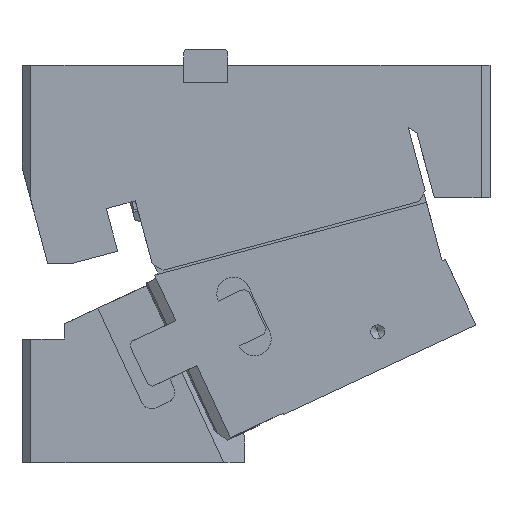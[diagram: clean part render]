
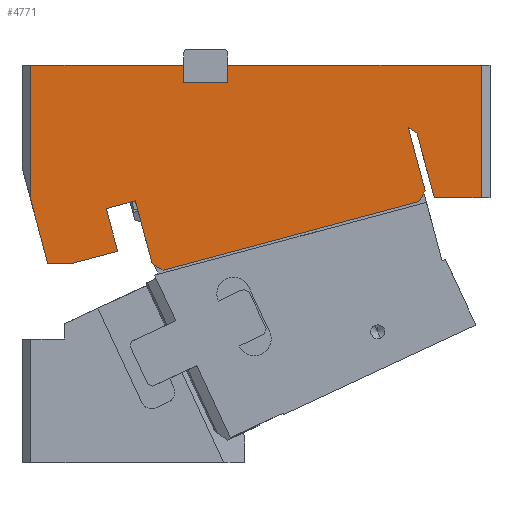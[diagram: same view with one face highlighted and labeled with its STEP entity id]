
A CAD part, front view. The second image highlights one B-rep face of the part: STEP entity #4771.
In plain terms, the highlighted planar face has unit normal (0, -1, 0).
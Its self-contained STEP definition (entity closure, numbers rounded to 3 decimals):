
#143=CARTESIAN_POINT('Vertex',(-135.159,-42.5,63.957)) ;
#171=CARTESIAN_POINT('Vertex',(9.73,-42.5,102.78)) ;
#174=CARTESIAN_POINT('Line Origine',(-62.714,-42.5,83.369)) ;
#204=CARTESIAN_POINT('Vertex',(13.266,-42.5,108.904)) ;
#207=CARTESIAN_POINT('Line Origine',(11.498,-42.5,105.842)) ;
#232=CARTESIAN_POINT('Line Origine',(-138.221,-42.5,65.725)) ;
#236=CARTESIAN_POINT('Vertex',(-141.283,-42.5,67.493)) ;
#394=CARTESIAN_POINT('Vertex',(-200.429,-42.5,68.)) ;
#397=CARTESIAN_POINT('Line Origine',(-205.215,-42.5,85.859)) ;
#401=CARTESIAN_POINT('Vertex',(-210.,-42.5,103.719)) ;
#713=CARTESIAN_POINT('Line Origine',(-210.,-42.5,141.859)) ;
#717=CARTESIAN_POINT('Vertex',(-210.,-42.5,180.)) ;
#755=CARTESIAN_POINT('Vertex',(-185.755,-42.5,68.)) ;
#758=CARTESIAN_POINT('Line Origine',(-193.092,-42.5,68.)) ;
#1024=CARTESIAN_POINT('Vertex',(8.588,-42.5,141.815)) ;
#1027=CARTESIAN_POINT('Line Origine',(6.139,-42.5,143.229)) ;
#1031=CARTESIAN_POINT('Vertex',(3.689,-42.5,144.643)) ;
#1096=CARTESIAN_POINT('Vertex',(18.453,-42.5,105.)) ;
#1099=CARTESIAN_POINT('Line Origine',(13.521,-42.5,123.407)) ;
#1208=CARTESIAN_POINT('Vertex',(45.,-42.5,105.)) ;
#1211=CARTESIAN_POINT('Line Origine',(31.726,-42.5,105.)) ;
#1332=CARTESIAN_POINT('Vertex',(-98.5,-42.5,180.)) ;
#1335=CARTESIAN_POINT('Line Origine',(-26.75,-42.5,180.)) ;
#1339=CARTESIAN_POINT('Vertex',(45.,-42.5,180.)) ;
#1578=CARTESIAN_POINT('Line Origine',(-166.75,-42.5,180.)) ;
#1582=CARTESIAN_POINT('Vertex',(-123.5,-42.5,180.)) ;
#1713=CARTESIAN_POINT('Vertex',(-167.28,-42.5,98.832)) ;
#1716=CARTESIAN_POINT('Line Origine',(-164.044,-42.5,86.758)) ;
#1720=CARTESIAN_POINT('Vertex',(-160.809,-42.5,74.684)) ;
#1776=CARTESIAN_POINT('Vertex',(-150.859,-42.5,103.232)) ;
#1779=CARTESIAN_POINT('Line Origine',(-159.069,-42.5,101.032)) ;
#1849=CARTESIAN_POINT('Line Origine',(45.,-42.5,142.5)) ;
#1872=CARTESIAN_POINT('Vertex',(-98.5,-42.5,170.)) ;
#1875=CARTESIAN_POINT('Line Origine',(-98.5,-42.5,175.)) ;
#1893=CARTESIAN_POINT('Vertex',(-123.5,-42.5,170.)) ;
#1896=CARTESIAN_POINT('Line Origine',(-111.,-42.5,170.)) ;
#1918=CARTESIAN_POINT('Line Origine',(-123.5,-42.5,175.)) ;
#1930=CARTESIAN_POINT('Line Origine',(-173.282,-42.5,71.342)) ;
#4734=CARTESIAN_POINT('Axis2P3D Location',(-215.,-42.5,180.)) ;
#4739=CARTESIAN_POINT('Line Origine',(-146.071,-42.5,85.363)) ;
#4744=CARTESIAN_POINT('Line Origine',(8.477,-42.5,126.774)) ;
#175=DIRECTION('Vector Direction',(0.966,0.,0.259)) ;
#208=DIRECTION('Vector Direction',(0.5,0.,0.866)) ;
#233=DIRECTION('Vector Direction',(0.866,0.,-0.5)) ;
#398=DIRECTION('Vector Direction',(-0.259,0.,0.966)) ;
#714=DIRECTION('Vector Direction',(0.,0.,-1.)) ;
#759=DIRECTION('Vector Direction',(1.,0.,0.)) ;
#1028=DIRECTION('Vector Direction',(0.866,0.,-0.5)) ;
#1100=DIRECTION('Vector Direction',(0.259,0.,-0.966)) ;
#1212=DIRECTION('Vector Direction',(1.,0.,0.)) ;
#1336=DIRECTION('Vector Direction',(-1.,0.,0.)) ;
#1579=DIRECTION('Vector Direction',(-1.,0.,0.)) ;
#1717=DIRECTION('Vector Direction',(-0.259,0.,0.966)) ;
#1780=DIRECTION('Vector Direction',(0.966,0.,0.259)) ;
#1850=DIRECTION('Vector Direction',(0.,0.,1.)) ;
#1876=DIRECTION('Vector Direction',(0.,0.,1.)) ;
#1897=DIRECTION('Vector Direction',(1.,0.,0.)) ;
#1919=DIRECTION('Vector Direction',(0.,0.,1.)) ;
#1931=DIRECTION('Vector Direction',(-0.966,0.,-0.259)) ;
#4735=DIRECTION('Axis2P3D Direction',(0.,-1.,0.)) ;
#4736=DIRECTION('Axis2P3D XDirection',(1.,0.,0.)) ;
#4740=DIRECTION('Vector Direction',(-0.259,0.,0.966)) ;
#4745=DIRECTION('Vector Direction',(-0.259,0.,0.966)) ;
#4737=AXIS2_PLACEMENT_3D('Plane Axis2P3D',#4734,#4735,#4736) ;
#4750=ORIENTED_EDGE('',*,*,#4743,.F.) ;
#4751=ORIENTED_EDGE('',*,*,#238,.T.) ;
#4752=ORIENTED_EDGE('',*,*,#178,.T.) ;
#4753=ORIENTED_EDGE('',*,*,#211,.T.) ;
#4754=ORIENTED_EDGE('',*,*,#4748,.F.) ;
#4755=ORIENTED_EDGE('',*,*,#1033,.T.) ;
#4756=ORIENTED_EDGE('',*,*,#1103,.T.) ;
#4757=ORIENTED_EDGE('',*,*,#1215,.T.) ;
#4758=ORIENTED_EDGE('',*,*,#1853,.T.) ;
#4759=ORIENTED_EDGE('',*,*,#1341,.T.) ;
#4760=ORIENTED_EDGE('',*,*,#1879,.F.) ;
#4761=ORIENTED_EDGE('',*,*,#1900,.F.) ;
#4762=ORIENTED_EDGE('',*,*,#1922,.T.) ;
#4763=ORIENTED_EDGE('',*,*,#1584,.T.) ;
#4764=ORIENTED_EDGE('',*,*,#719,.T.) ;
#4765=ORIENTED_EDGE('',*,*,#403,.F.) ;
#4766=ORIENTED_EDGE('',*,*,#762,.T.) ;
#4767=ORIENTED_EDGE('',*,*,#1934,.F.) ;
#4768=ORIENTED_EDGE('',*,*,#1722,.T.) ;
#4769=ORIENTED_EDGE('',*,*,#1783,.T.) ;
#176=VECTOR('Line Direction',#175,1.) ;
#209=VECTOR('Line Direction',#208,1.) ;
#234=VECTOR('Line Direction',#233,1.) ;
#399=VECTOR('Line Direction',#398,1.) ;
#715=VECTOR('Line Direction',#714,1.) ;
#760=VECTOR('Line Direction',#759,1.) ;
#1029=VECTOR('Line Direction',#1028,1.) ;
#1101=VECTOR('Line Direction',#1100,1.) ;
#1213=VECTOR('Line Direction',#1212,1.) ;
#1337=VECTOR('Line Direction',#1336,1.) ;
#1580=VECTOR('Line Direction',#1579,1.) ;
#1718=VECTOR('Line Direction',#1717,1.) ;
#1781=VECTOR('Line Direction',#1780,1.) ;
#1851=VECTOR('Line Direction',#1850,1.) ;
#1877=VECTOR('Line Direction',#1876,1.) ;
#1898=VECTOR('Line Direction',#1897,1.) ;
#1920=VECTOR('Line Direction',#1919,1.) ;
#1932=VECTOR('Line Direction',#1931,1.) ;
#4741=VECTOR('Line Direction',#4740,1.) ;
#4746=VECTOR('Line Direction',#4745,1.) ;
#4771=ADVANCED_FACE('CAM HOLDER',(#4770),#4738,.T.) ;
#178=EDGE_CURVE('',#144,#172,#177,.T.) ;
#211=EDGE_CURVE('',#172,#205,#210,.T.) ;
#238=EDGE_CURVE('',#237,#144,#235,.T.) ;
#403=EDGE_CURVE('',#395,#402,#400,.T.) ;
#719=EDGE_CURVE('',#718,#402,#716,.T.) ;
#762=EDGE_CURVE('',#395,#756,#761,.T.) ;
#1033=EDGE_CURVE('',#1032,#1025,#1030,.T.) ;
#1103=EDGE_CURVE('',#1025,#1097,#1102,.T.) ;
#1215=EDGE_CURVE('',#1097,#1209,#1214,.T.) ;
#1341=EDGE_CURVE('',#1340,#1333,#1338,.T.) ;
#1584=EDGE_CURVE('',#1583,#718,#1581,.T.) ;
#1722=EDGE_CURVE('',#1721,#1714,#1719,.T.) ;
#1783=EDGE_CURVE('',#1714,#1777,#1782,.T.) ;
#1853=EDGE_CURVE('',#1209,#1340,#1852,.T.) ;
#1879=EDGE_CURVE('',#1873,#1333,#1878,.T.) ;
#1900=EDGE_CURVE('',#1894,#1873,#1899,.T.) ;
#1922=EDGE_CURVE('',#1894,#1583,#1921,.T.) ;
#1934=EDGE_CURVE('',#1721,#756,#1933,.T.) ;
#4743=EDGE_CURVE('',#237,#1777,#4742,.T.) ;
#4748=EDGE_CURVE('',#1032,#205,#4747,.F.) ;
#4749=EDGE_LOOP('',(#4750,#4751,#4752,#4753,#4754,#4755,#4756,#4757,#4758,#4759,#4760,#4761,#4762,#4763,#4764,#4765,#4766,#4767,#4768,#4769)) ;
#4770=FACE_OUTER_BOUND('',#4749,.T.) ;
#177=LINE('Line',#174,#176) ;
#210=LINE('Line',#207,#209) ;
#235=LINE('Line',#232,#234) ;
#400=LINE('Line',#397,#399) ;
#716=LINE('Line',#713,#715) ;
#761=LINE('Line',#758,#760) ;
#1030=LINE('Line',#1027,#1029) ;
#1102=LINE('Line',#1099,#1101) ;
#1214=LINE('Line',#1211,#1213) ;
#1338=LINE('Line',#1335,#1337) ;
#1581=LINE('Line',#1578,#1580) ;
#1719=LINE('Line',#1716,#1718) ;
#1782=LINE('Line',#1779,#1781) ;
#1852=LINE('Line',#1849,#1851) ;
#1878=LINE('Line',#1875,#1877) ;
#1899=LINE('Line',#1896,#1898) ;
#1921=LINE('Line',#1918,#1920) ;
#1933=LINE('Line',#1930,#1932) ;
#4742=LINE('Line',#4739,#4741) ;
#4747=LINE('Line',#4744,#4746) ;
#4738=PLANE('Plane',#4737) ;
#144=VERTEX_POINT('',#143) ;
#172=VERTEX_POINT('',#171) ;
#205=VERTEX_POINT('',#204) ;
#237=VERTEX_POINT('',#236) ;
#395=VERTEX_POINT('',#394) ;
#402=VERTEX_POINT('',#401) ;
#718=VERTEX_POINT('',#717) ;
#756=VERTEX_POINT('',#755) ;
#1025=VERTEX_POINT('',#1024) ;
#1032=VERTEX_POINT('',#1031) ;
#1097=VERTEX_POINT('',#1096) ;
#1209=VERTEX_POINT('',#1208) ;
#1333=VERTEX_POINT('',#1332) ;
#1340=VERTEX_POINT('',#1339) ;
#1583=VERTEX_POINT('',#1582) ;
#1714=VERTEX_POINT('',#1713) ;
#1721=VERTEX_POINT('',#1720) ;
#1777=VERTEX_POINT('',#1776) ;
#1873=VERTEX_POINT('',#1872) ;
#1894=VERTEX_POINT('',#1893) ;
